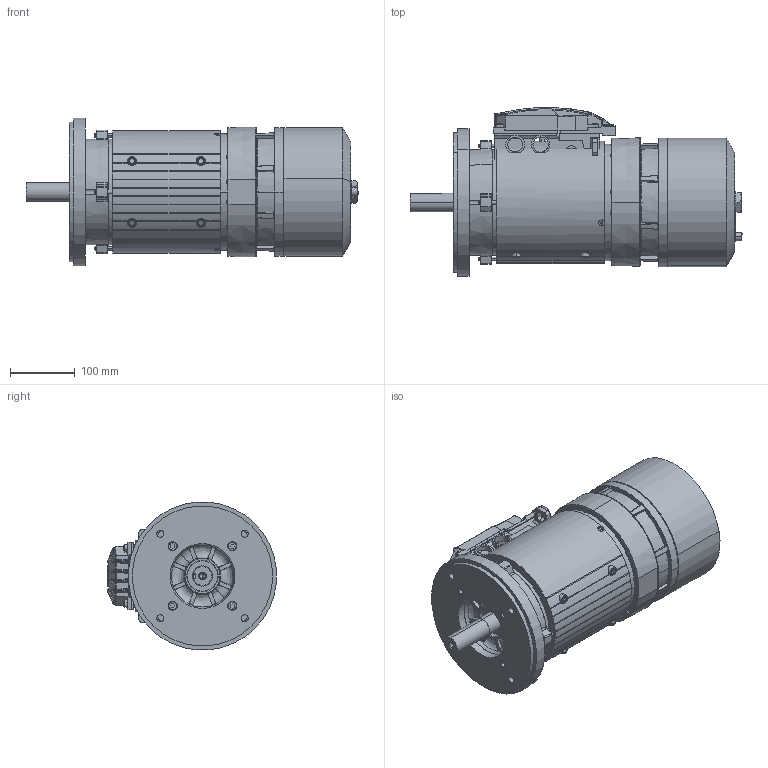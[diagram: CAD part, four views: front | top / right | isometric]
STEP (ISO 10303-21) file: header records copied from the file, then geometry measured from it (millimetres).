
FILE_DESCRIPTION (( 'STEP AP214' ), '1' );
FILE_NAME ('18IY.STEP', '2024-04-23T22:48:02', ( '' ), ( '' ), 'SwSTEP 2.0', 'SolidWorks 2021', '' );
FILE_SCHEMA (( 'AUTOMOTIVE_DESIGN' ));
Length unit declared in the file: inch
Products named in the file (1): 18IY
Bounding box: 511.4 x 260.06 x 227.73 mm (x, y, z)
Volume: 11551364 mm3; surface area: 778425.3 mm2
Topology: 15 solids, 16 shells, 3150 faces, 8375 edges, 5312 vertices
Faces by surface type: plane 1253, bspline 914, cylinder 723, cone 256, torus 4
Entity records: 145822 total; most frequent: CARTESIAN_POINT 74273, ORIENTED_EDGE 16596, DIRECTION 12473, EDGE_CURVE 8298, VERTEX_POINT 5312, AXIS2_PLACEMENT_3D 4366, VECTOR 3741, LINE 3741
